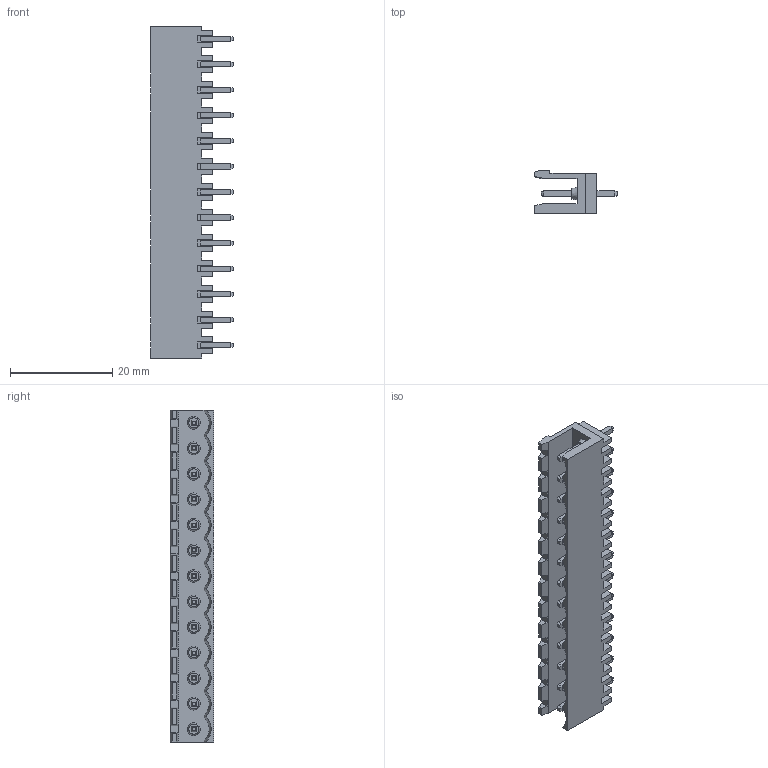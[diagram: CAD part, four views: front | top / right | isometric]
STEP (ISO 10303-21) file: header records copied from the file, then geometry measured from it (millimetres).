
FILE_DESCRIPTION(('STEP AP214'),'1');
FILE_NAME('PV13-5-V.stp','2021-03-31T15:21:44',(' '),(' '),'Spatial InterOp 3D',' ',' ');
FILE_SCHEMA(('automotive_design'));
Length unit declared in the file: metre
Products named in the file (1): 1
Bounding box: 16.2 x 8.5 x 65 mm (x, y, z)
Volume: 2802.9 mm3; surface area: 5332.6 mm2
Topology: 1 solids, 1 shells, 676 faces, 1714 edges, 1095 vertices
Faces by surface type: plane 632, cone 26, cylinder 17, extrusion 1
Entity records: 25067 total; most frequent: CARTESIAN_POINT 3543, ORIENTED_EDGE 3376, DIRECTION 3086, EDGE_CURVE 1688, VECTOR 1588, LINE 1587, VERTEX_POINT 1082, AXIS2_PLACEMENT_3D 749
